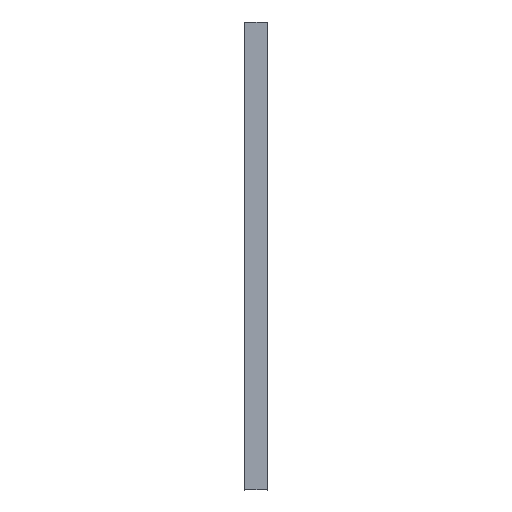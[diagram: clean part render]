
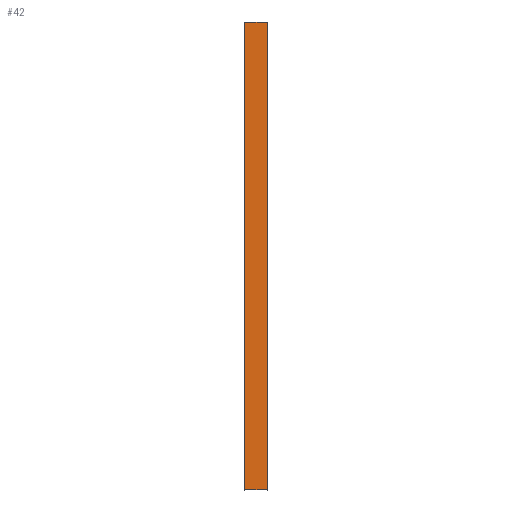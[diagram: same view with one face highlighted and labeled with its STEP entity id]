
A CAD part, front view. The second image highlights one B-rep face of the part: STEP entity #42.
In plain terms, the highlighted free-form (B-spline) face has degree [2, 1] with [3, 2] control points.
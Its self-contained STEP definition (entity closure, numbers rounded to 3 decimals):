
#42=ADVANCED_FACE('',(#4554),#77656,.T.);
#4554=FACE_OUTER_BOUND('',#9066,.T.);
#9066=EDGE_LOOP('',(#15564,#15565,#15566,#15567));
#15564=ORIENTED_EDGE('',*,*,#40614,.T.);
#15565=ORIENTED_EDGE('',*,*,#40615,.T.);
#15566=ORIENTED_EDGE('',*,*,#40616,.F.);
#15567=ORIENTED_EDGE('',*,*,#40612,.F.);
#40612=EDGE_CURVE('',#67658,#67659,#55715,.T.);
#40614=EDGE_CURVE('',#67658,#67660,#55717,.T.);
#40615=EDGE_CURVE('',#67660,#67661,#55718,.T.);
#40616=EDGE_CURVE('',#67659,#67661,#55719,.T.);
#55715=(
BOUNDED_CURVE()
B_SPLINE_CURVE(1,(#89958,#89959),.UNSPECIFIED.,.F.,.F.)
B_SPLINE_CURVE_WITH_KNOTS((2,2),(0.,2000.),.UNSPECIFIED.)
CURVE()
GEOMETRIC_REPRESENTATION_ITEM()
RATIONAL_B_SPLINE_CURVE((1.,1.))
REPRESENTATION_ITEM('')
);
#55717=(
BOUNDED_CURVE()
B_SPLINE_CURVE(2,(#89965,#89966,#89967),.UNSPECIFIED.,.F.,.F.)
B_SPLINE_CURVE_WITH_KNOTS((3,3),(123.774,217.974),
 .UNSPECIFIED.)
CURVE()
GEOMETRIC_REPRESENTATION_ITEM()
RATIONAL_B_SPLINE_CURVE((1.,1.,1.))
REPRESENTATION_ITEM('')
);
#55718=(
BOUNDED_CURVE()
B_SPLINE_CURVE(1,(#89968,#89969),.UNSPECIFIED.,.F.,.F.)
B_SPLINE_CURVE_WITH_KNOTS((2,2),(0.,2000.),.UNSPECIFIED.)
CURVE()
GEOMETRIC_REPRESENTATION_ITEM()
RATIONAL_B_SPLINE_CURVE((1.,1.))
REPRESENTATION_ITEM('')
);
#55719=(
BOUNDED_CURVE()
B_SPLINE_CURVE(2,(#89970,#89971,#89972),.UNSPECIFIED.,.F.,.F.)
B_SPLINE_CURVE_WITH_KNOTS((3,3),(123.774,217.974),
 .UNSPECIFIED.)
CURVE()
GEOMETRIC_REPRESENTATION_ITEM()
RATIONAL_B_SPLINE_CURVE((1.,1.,1.))
REPRESENTATION_ITEM('')
);
#67658=VERTEX_POINT('',#80961);
#67659=VERTEX_POINT('',#80962);
#67660=VERTEX_POINT('',#80963);
#67661=VERTEX_POINT('',#80964);
#77656=(
BOUNDED_SURFACE()
B_SPLINE_SURFACE(2,1,((#79939,#79940),(#79941,#79942),(#79943,#79944)),
 .UNSPECIFIED.,.F.,.F.,.F.)
B_SPLINE_SURFACE_WITH_KNOTS((3,3),(2,2),(123.774,217.974),
(0.,2000.),.UNSPECIFIED.)
GEOMETRIC_REPRESENTATION_ITEM()
RATIONAL_B_SPLINE_SURFACE(((1.,1.),(1.,1.),(1.,1.)))
REPRESENTATION_ITEM('')
SURFACE()
);
#79939=CARTESIAN_POINT('',(-47.1,0.,-2000.));
#79940=CARTESIAN_POINT('',(-47.1,0.,0.));
#79941=CARTESIAN_POINT('',(0.,0.,-2000.));
#79942=CARTESIAN_POINT('',(0.,0.,0.));
#79943=CARTESIAN_POINT('',(47.1,0.,-2000.));
#79944=CARTESIAN_POINT('',(47.1,0.,0.));
#80961=CARTESIAN_POINT('',(-47.1,0.,-2000.));
#80962=CARTESIAN_POINT('',(-47.1,0.,0.));
#80963=CARTESIAN_POINT('',(47.1,0.,-2000.));
#80964=CARTESIAN_POINT('',(47.1,0.,0.));
#89958=CARTESIAN_POINT('',(-47.1,0.,-2000.));
#89959=CARTESIAN_POINT('',(-47.1,0.,0.));
#89965=CARTESIAN_POINT('',(-47.1,0.,-2000.));
#89966=CARTESIAN_POINT('',(0.,0.,-2000.));
#89967=CARTESIAN_POINT('',(47.1,0.,-2000.));
#89968=CARTESIAN_POINT('',(47.1,0.,-2000.));
#89969=CARTESIAN_POINT('',(47.1,0.,0.));
#89970=CARTESIAN_POINT('',(-47.1,0.,0.));
#89971=CARTESIAN_POINT('',(0.,0.,0.));
#89972=CARTESIAN_POINT('',(47.1,0.,0.));
